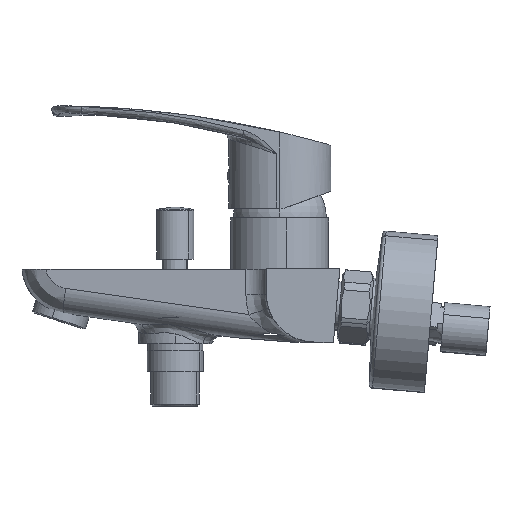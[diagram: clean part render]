
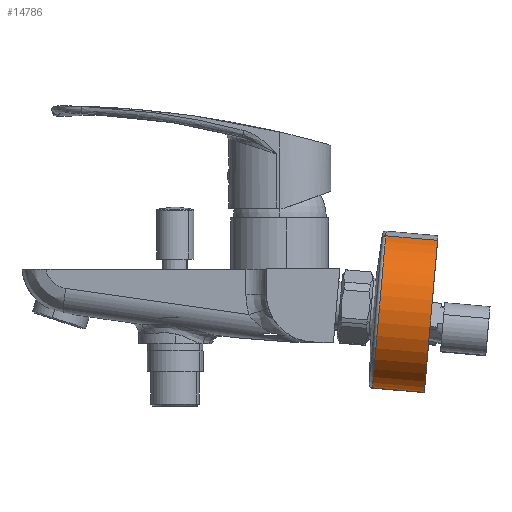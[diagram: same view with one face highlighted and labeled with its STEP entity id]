
A CAD part, top view. The second image highlights one B-rep face of the part: STEP entity #14786.
In plain terms, the highlighted cylindrical face has radius 33.75 mm (diameter 67.5 mm), a partial arc.
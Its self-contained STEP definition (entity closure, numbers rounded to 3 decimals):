
#519 = CARTESIAN_POINT ( 'NONE',  ( 39.875, -49.021, 63.47 ) ) ;
#630 = VERTEX_POINT ( 'NONE', #31631 ) ;
#690 = DIRECTION ( 'NONE',  ( -0.082, -0.936, -0.342 ) ) ;
#730 = FACE_OUTER_BOUND ( 'NONE', #33702, .T. ) ;
#1337 = DIRECTION ( 'NONE',  ( -0.082, -0.936, -0.342 ) ) ;
#3657 = VERTEX_POINT ( 'NONE', #519 ) ;
#5612 = EDGE_CURVE ( 'NONE', #33295, #630, #39029, .T. ) ;
#7510 = DIRECTION ( 'NONE',  ( -0.996, 0.087, 0. ) ) ;
#8105 = EDGE_CURVE ( 'NONE', #3657, #27824, #34394, .T. ) ;
#9247 = VECTOR ( 'NONE', #7510, 1000. ) ;
#10168 = AXIS2_PLACEMENT_3D ( 'NONE', #19024, #44385, #690 ) ;
#12149 = EDGE_CURVE ( 'NONE', #33295, #3657, #43764, .T. ) ;
#12506 = DIRECTION ( 'NONE',  ( -0.996, 0.087, 0. ) ) ;
#14786 = ADVANCED_FACE ( 'NONE', ( #730 ), #39175, .T. ) ;
#16031 = AXIS2_PLACEMENT_3D ( 'NONE', #33485, #40915, #26559 ) ;
#16448 = CARTESIAN_POINT ( 'NONE',  ( 45.405, 14.177, 86.53 ) ) ;
#16830 = CARTESIAN_POINT ( 'NONE',  ( 62.171, -50.971, 63.47 ) ) ;
#17133 = EDGE_CURVE ( 'NONE', #630, #27824, #42618, .T. ) ;
#19024 = CARTESIAN_POINT ( 'NONE',  ( 37.56, -16.978, 75. ) ) ;
#19511 = ORIENTED_EDGE ( 'NONE', *, *, #17133, .T. ) ;
#20991 = ORIENTED_EDGE ( 'NONE', *, *, #8105, .F. ) ;
#26449 = CARTESIAN_POINT ( 'NONE',  ( 42.64, -17.422, 75. ) ) ;
#26559 = DIRECTION ( 'NONE',  ( -0.082, -0.936, -0.342 ) ) ;
#27493 = CARTESIAN_POINT ( 'NONE',  ( 34.795, -48.576, 63.47 ) ) ;
#27824 = VERTEX_POINT ( 'NONE', #16448 ) ;
#27894 = ORIENTED_EDGE ( 'NONE', *, *, #12149, .F. ) ;
#29023 = CARTESIAN_POINT ( 'NONE',  ( 40.324, 14.621, 86.53 ) ) ;
#31631 = CARTESIAN_POINT ( 'NONE',  ( 67.7, 12.226, 86.53 ) ) ;
#33295 = VERTEX_POINT ( 'NONE', #16830 ) ;
#33485 = CARTESIAN_POINT ( 'NONE',  ( 64.935, -19.373, 75. ) ) ;
#33536 = DIRECTION ( 'NONE',  ( -0.996, 0.087, 0. ) ) ;
#33702 = EDGE_LOOP ( 'NONE', ( #34367, #19511, #20991, #27894 ) ) ;
#34158 = VECTOR ( 'NONE', #12506, 1000. ) ;
#34367 = ORIENTED_EDGE ( 'NONE', *, *, #5612, .T. ) ;
#34394 = CIRCLE ( 'NONE', #38275, 33.75 ) ;
#38275 = AXIS2_PLACEMENT_3D ( 'NONE', #26449, #33536, #1337 ) ;
#39029 = CIRCLE ( 'NONE', #16031, 33.75 ) ;
#39175 = CYLINDRICAL_SURFACE ( 'NONE', #10168, 33.75 ) ;
#40915 = DIRECTION ( 'NONE',  ( -0.996, 0.087, 0. ) ) ;
#42618 = LINE ( 'NONE', #29023, #9247 ) ;
#43764 = LINE ( 'NONE', #27493, #34158 ) ;
#44385 = DIRECTION ( 'NONE',  ( -0.996, 0.087, 0. ) ) ;
